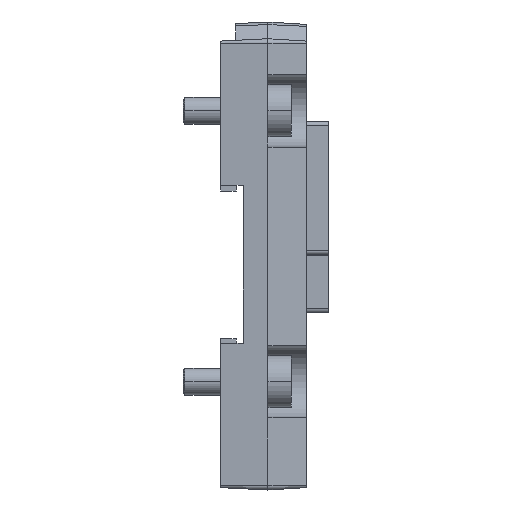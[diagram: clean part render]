
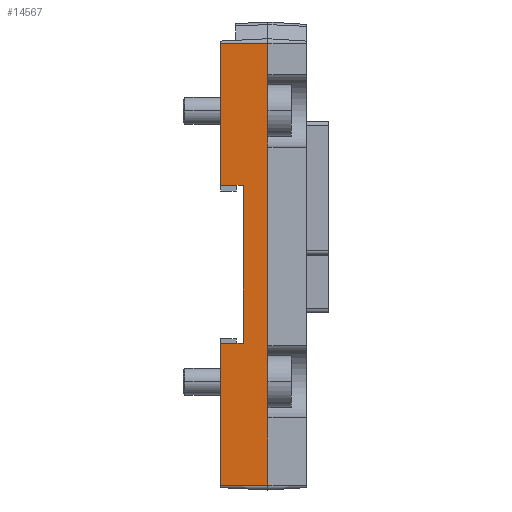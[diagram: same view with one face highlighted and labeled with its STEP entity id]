
A CAD part, left-side view. The second image highlights one B-rep face of the part: STEP entity #14567.
In plain terms, the highlighted planar face has unit normal (-0.999, 0.05, 0).
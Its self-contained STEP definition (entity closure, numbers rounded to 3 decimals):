
#10407=CARTESIAN_POINT('POINT4342',(-154.,0.,
   1.));
#10408=VERTEX_POINT('VERTEX4342',#10407);
#10433=CARTESIAN_POINT('POINT4344',(-154.,0.,
   16.));
#10434=VERTEX_POINT('VERTEX4344',#10433);
#10504=CARTESIAN_POINT('POINT4349',(-154.,0.,
   32.));
#10505=VERTEX_POINT('VERTEX4349',#10504);
#10537=CARTESIAN_POINT('POINT4352',(-154.,0.,
   76.));
#10538=VERTEX_POINT('VERTEX4352',#10537);
#10608=CARTESIAN_POINT('POINT4357',(-154.,0.,
   92.));
#10609=VERTEX_POINT('VERTEX4357',#10608);
#13011=CARTESIAN_POINT('POINT4496',(-154.,
   0.,99.));
#13012=VERTEX_POINT('VERTEX4496',#13011);
#13042=CARTESIAN_POINT('POS7973',(-154.,0.,
   99.));
#13043=DIRECTION('DIR11601',(0.,
   0.,-1.));
#13044=VECTOR('VEC4345',#13043,25.4);
#13045=LINE('STRAIGHT4345',#13042,#13044);
#13046=EDGE_CURVE('EDGE6872',#13012,#10609,#13045,.T.);
#13062=EDGE_CURVE('EDGE6873',#10609,#10538,#13045,.T.);
#13074=EDGE_CURVE('EDGE6874',#10538,#10505,#13045,.T.);
#13088=EDGE_CURVE('EDGE6876',#10505,#10434,#13045,.T.);
#13100=EDGE_CURVE('EDGE6877',#10434,#10408,#13045,.T.);
#13108=CARTESIAN_POINT('POINT4497',(-153.47,10.5,
   1.));
#13109=VERTEX_POINT('VERTEX4497',#13108);
#13119=CARTESIAN_POINT('POS7978',(-154.,0.,
   1.));
#13120=DIRECTION('DIR11610',(0.05,0.999
   ,0.));
#13121=VECTOR('VEC4346',#13120,25.4);
#13122=LINE('STRAIGHT4346',#13119,#13121);
#13123=EDGE_CURVE('EDGE6880',#10408,#13109,#13122,.T.);
#13247=CARTESIAN_POINT('POINT4498',(-153.47,10.5,
   32.5));
#13248=VERTEX_POINT('VERTEX4498',#13247);
#13249=CARTESIAN_POINT('POS7980',(-153.47,10.5,
   99.));
#13250=DIRECTION('DIR11613',(0.,
   0.,-1.));
#13251=VECTOR('VEC4347',#13250,25.4);
#13252=LINE('STRAIGHT4347',#13249,#13251);
#13253=EDGE_CURVE('EDGE6881',#13248,#13109,#13252,.T.);
#13295=CARTESIAN_POINT('POINT4500',(-153.722,5.5,
   32.5));
#13296=VERTEX_POINT('VERTEX4500',#13295);
#13297=CARTESIAN_POINT('POS7984',(-153.603,
   7.867,32.5));
#13298=DIRECTION('DIR11618',(0.05,0.999
   ,0.));
#13299=VECTOR('VEC4350',#13298,25.4);
#13300=LINE('STRAIGHT4350',#13297,#13299);
#13301=EDGE_CURVE('EDGE6886',#13296,#13248,#13300,.T.);
#13417=CARTESIAN_POINT('POINT4511',(-153.722,5.5,
   67.5));
#13418=VERTEX_POINT('VERTEX4511',#13417);
#13419=CARTESIAN_POINT('POS7999',(-153.722,5.5,
   74.5));
#13420=DIRECTION('DIR11636',(0.,0.,-1.))
   ;
#13421=VECTOR('VEC4362',#13420,25.4);
#13422=LINE('STRAIGHT4362',#13419,#13421);
#13423=EDGE_CURVE('EDGE6898',#13418,#13296,#13422,.T.);
#14510=CARTESIAN_POINT('POINT4559',(-153.47,10.5,
   99.));
#14511=VERTEX_POINT('VERTEX4559',#14510);
#14519=CARTESIAN_POINT('POS8078',(-154.,
   0.,99.));
#14520=DIRECTION('DIR11758',(0.05,0.999
   ,0.));
#14521=VECTOR('VEC4398',#14520,25.4);
#14522=LINE('STRAIGHT4398',#14519,#14521);
#14523=EDGE_CURVE('EDGE6992',#13012,#14511,#14522,.T.);
#14540=CARTESIAN_POINT('POINT4560',(-153.47,10.5,
   67.5));
#14541=VERTEX_POINT('VERTEX4560',#14540);
#14542=CARTESIAN_POINT('POS8081',(-153.603,
   7.867,67.5));
#14543=DIRECTION('DIR11762',(-0.05,
   -0.999,0.));
#14544=VECTOR('VEC4400',#14543,25.4);
#14545=LINE('STRAIGHT4400',#14542,#14544);
#14546=EDGE_CURVE('EDGE6994',#14541,#13418,#14545,.T.);
#14547=ORIENTED_EDGE('COEDGE13925',*,*,#14546,.T.);
#14548=ORIENTED_EDGE('COEDGE13926',*,*,#13423,.T.);
#14549=ORIENTED_EDGE('COEDGE13927',*,*,#13301,.T.);
#14550=ORIENTED_EDGE('COEDGE13928',*,*,#13253,.T.);
#14551=ORIENTED_EDGE('COEDGE13929',*,*,#13123,.F.);
#14552=ORIENTED_EDGE('COEDGE13930',*,*,#13100,.F.);
#14553=ORIENTED_EDGE('COEDGE13931',*,*,#13088,.F.);
#14554=ORIENTED_EDGE('COEDGE13932',*,*,#13074,.F.);
#14555=ORIENTED_EDGE('COEDGE13933',*,*,#13062,.F.);
#14556=ORIENTED_EDGE('COEDGE13934',*,*,#13046,.F.);
#14557=ORIENTED_EDGE('COEDGE13935',*,*,#14523,.T.);
#14558=EDGE_CURVE('EDGE6995',#14511,#14541,#13252,.T.);
#14559=ORIENTED_EDGE('COEDGE13936',*,*,#14558,.T.);
#14560=EDGE_LOOP('NONE',(#14547,#14548,#14549,#14550,#14551,#14552,
   #14553,#14554,#14555,#14556,#14557,#14559));
#14561=FACE_BOUND('LOOP1',#14560,.T.);
#14562=CARTESIAN_POINT('POS8082',(-154.,
   0.,99.));
#14563=DIRECTION('DIR11763',(-0.999,
   0.05,0.));
#14564=DIRECTION('DIR11764',(0.05,0.999
   ,0.));
#14565=AXIS2_PLACEMENT_3D('AXIS3682',#14562,#14563,#14564);
#14566=PLANE('PLANE1304',#14565);
#14567=ADVANCED_FACE('FACE2649',(#14561),#14566,.T.);
